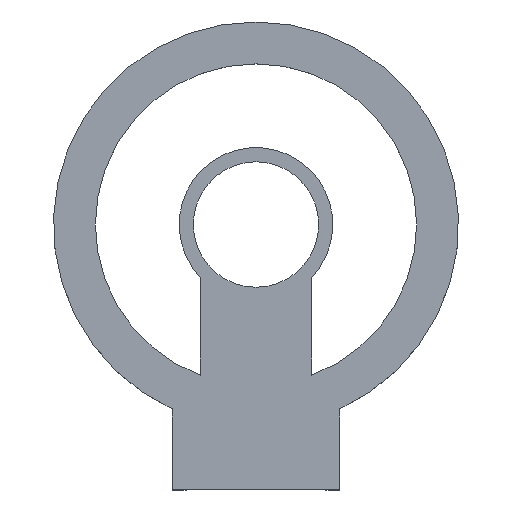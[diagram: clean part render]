
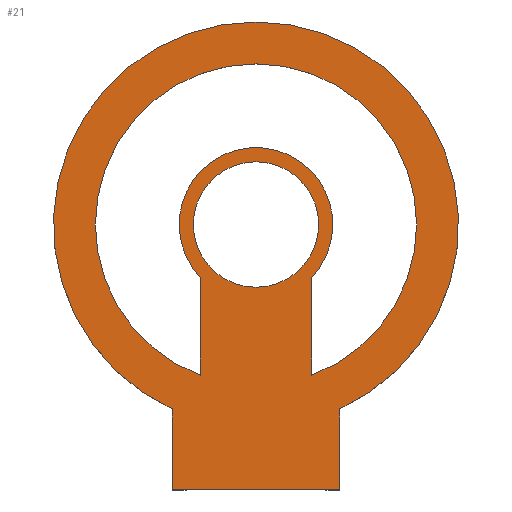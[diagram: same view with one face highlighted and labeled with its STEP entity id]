
A CAD part, top view. The second image highlights one B-rep face of the part: STEP entity #21.
In plain terms, the highlighted planar face has unit normal (0, 0, 1).
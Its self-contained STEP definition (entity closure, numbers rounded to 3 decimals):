
#14=FACE_BOUND('',#54,.T.);
#15=FACE_BOUND('',#55,.T.);
#21=ADVANCED_FACE('',(#37,#14,#15),#281,.T.);
#37=FACE_OUTER_BOUND('',#53,.T.);
#53=EDGE_LOOP('',(#87,#88,#89,#90));
#54=EDGE_LOOP('',(#91,#92,#93,#94));
#55=EDGE_LOOP('',(#95));
#87=ORIENTED_EDGE('',*,*,#164,.T.);
#88=ORIENTED_EDGE('',*,*,#165,.T.);
#89=ORIENTED_EDGE('',*,*,#166,.T.);
#90=ORIENTED_EDGE('',*,*,#187,.T.);
#91=ORIENTED_EDGE('',*,*,#167,.T.);
#92=ORIENTED_EDGE('',*,*,#168,.T.);
#93=ORIENTED_EDGE('',*,*,#169,.T.);
#94=ORIENTED_EDGE('',*,*,#170,.T.);
#95=ORIENTED_EDGE('',*,*,#175,.T.);
#164=EDGE_CURVE('',#257,#258,#227,.T.);
#165=EDGE_CURVE('',#258,#259,#228,.T.);
#166=EDGE_CURVE('',#259,#260,#229,.T.);
#167=EDGE_CURVE('',#261,#262,#200,.T.);
#168=EDGE_CURVE('',#262,#263,#230,.T.);
#169=EDGE_CURVE('',#263,#264,#201,.T.);
#170=EDGE_CURVE('',#264,#261,#231,.T.);
#175=EDGE_CURVE('',#265,#265,#209,.T.);
#187=EDGE_CURVE('',#260,#257,#206,.T.);
#200=TRIMMED_CURVE($,#207,(#516),(#517),.T.,.CARTESIAN.);
#201=TRIMMED_CURVE($,#208,(#521),(#522),.T.,.CARTESIAN.);
#206=TRIMMED_CURVE($,#215,(#560),(#561),.T.,.CARTESIAN.);
#207=CIRCLE('',#393,11.025);
#208=CIRCLE('',#394,23.042);
#209=CIRCLE('',#395,9.);
#215=CIRCLE('',#401,29.05);
#227=B_SPLINE_CURVE_WITH_KNOTS('',1,(#509,#510),.UNSPECIFIED.,.F.,.F.,(2,
2),(-102.978,-91.368),.UNSPECIFIED.);
#228=B_SPLINE_CURVE_WITH_KNOTS('',1,(#511,#512),.UNSPECIFIED.,.F.,.F.,(2,
2),(-91.368,-67.326),.UNSPECIFIED.);
#229=B_SPLINE_CURVE_WITH_KNOTS('',1,(#513,#514),.UNSPECIFIED.,.F.,.F.,(2,
2),(-67.326,-55.715),.UNSPECIFIED.);
#230=B_SPLINE_CURVE_WITH_KNOTS('',1,(#518,#519),.UNSPECIFIED.,.F.,.F.,(2,
2),(-18.875,-4.843),.UNSPECIFIED.);
#231=B_SPLINE_CURVE_WITH_KNOTS('',1,(#523,#524),.UNSPECIFIED.,.F.,.F.,(2,
2),(0.,14.032),.UNSPECIFIED.);
#257=VERTEX_POINT('',#473);
#258=VERTEX_POINT('',#474);
#259=VERTEX_POINT('',#475);
#260=VERTEX_POINT('',#476);
#261=VERTEX_POINT('',#477);
#262=VERTEX_POINT('',#478);
#263=VERTEX_POINT('',#479);
#264=VERTEX_POINT('',#480);
#265=VERTEX_POINT('',#481);
#281=PLANE('',#380);
#380=AXIS2_PLACEMENT_3D('',#448,#409,$);
#393=AXIS2_PLACEMENT_3D($,#515,#422,#423);
#394=AXIS2_PLACEMENT_3D($,#520,#424,#425);
#395=AXIS2_PLACEMENT_3D($,#533,#426,#427);
#401=AXIS2_PLACEMENT_3D($,#559,#438,#439);
#409=DIRECTION('',(0.,0.,1.));
#422=DIRECTION('',(0.,0.,1.));
#423=DIRECTION('',(0.727,-0.687,0.));
#424=DIRECTION('',(0.,0.,-1.));
#425=DIRECTION('',(-0.348,-0.938,0.));
#426=DIRECTION('',(0.,0.,-1.));
#427=DIRECTION('',(1.,0.,0.));
#438=DIRECTION('',(0.,0.,1.));
#439=DIRECTION('',(0.414,-0.91,0.));
#448=CARTESIAN_POINT('',(36.312,41.942,12.));
#473=CARTESIAN_POINT('',(-12.021,-21.943,12.));
#474=CARTESIAN_POINT('',(-12.021,-33.553,12.));
#475=CARTESIAN_POINT('',(12.021,-33.553,12.));
#476=CARTESIAN_POINT('',(12.021,-21.943,12.));
#477=CARTESIAN_POINT('',(8.014,-3.068,12.));
#478=CARTESIAN_POINT('',(-8.014,-3.068,12.));
#479=CARTESIAN_POINT('',(-8.014,-17.1,12.));
#480=CARTESIAN_POINT('',(8.014,-17.1,12.));
#481=CARTESIAN_POINT('',(9.,4.504,12.));
#509=CARTESIAN_POINT('',(-12.021,-21.943,12.));
#510=CARTESIAN_POINT('',(-12.021,-33.553,12.));
#511=CARTESIAN_POINT('',(-12.021,-33.553,12.));
#512=CARTESIAN_POINT('',(12.021,-33.553,12.));
#513=CARTESIAN_POINT('',(12.021,-33.553,12.));
#514=CARTESIAN_POINT('',(12.021,-21.943,12.));
#515=CARTESIAN_POINT('',(0.,4.504,12.));
#516=CARTESIAN_POINT('',(8.014,-3.068,12.));
#517=CARTESIAN_POINT('',(-8.014,-3.068,12.));
#518=CARTESIAN_POINT('',(-8.014,-3.068,12.));
#519=CARTESIAN_POINT('',(-8.014,-17.1,12.));
#520=CARTESIAN_POINT('',(0.,4.504,12.));
#521=CARTESIAN_POINT('',(-8.014,-17.1,12.));
#522=CARTESIAN_POINT('',(8.014,-17.1,12.));
#523=CARTESIAN_POINT('',(8.014,-17.1,12.));
#524=CARTESIAN_POINT('',(8.014,-3.068,12.));
#533=CARTESIAN_POINT('',(0.,4.504,12.));
#559=CARTESIAN_POINT('',(0.,4.504,12.));
#560=CARTESIAN_POINT('',(12.021,-21.943,12.));
#561=CARTESIAN_POINT('',(-12.021,-21.943,12.));
